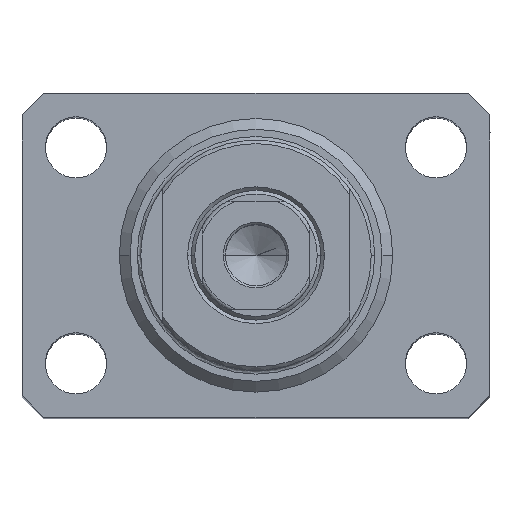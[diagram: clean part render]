
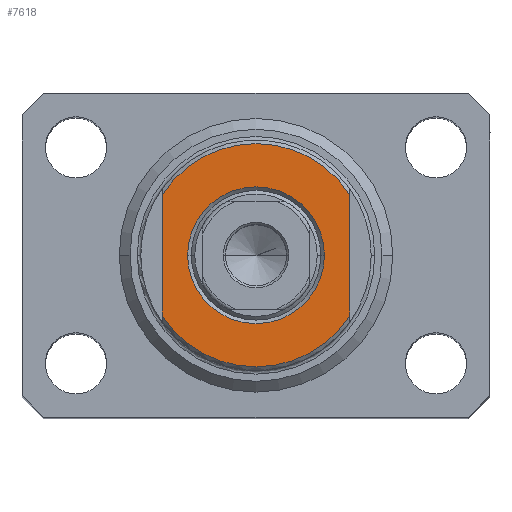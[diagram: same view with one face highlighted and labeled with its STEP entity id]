
A CAD part, top view. The second image highlights one B-rep face of the part: STEP entity #7618.
In plain terms, the highlighted face is planar.
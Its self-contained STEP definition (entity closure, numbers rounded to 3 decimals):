
#459 = EDGE_CURVE ( 'NONE', #34363, #30893, #5024, .T. ) ;
#779 = AXIS2_PLACEMENT_3D ( 'NONE', #30231, #43955, #26846 ) ;
#1658 = EDGE_CURVE ( 'NONE', #11008, #36155, #36593, .T. ) ;
#2726 = PLANE ( 'NONE',  #779 ) ;
#4646 = VERTEX_POINT ( 'NONE', #21894 ) ;
#4765 = CARTESIAN_POINT ( 'NONE',  ( 9.5, 0., -6.5 ) ) ;
#5024 = CIRCLE ( 'NONE', #10762, 15.5 ) ;
#5075 = AXIS2_PLACEMENT_3D ( 'NONE', #9202, #15076, #28828 ) ;
#6118 = FACE_OUTER_BOUND ( 'NONE', #21333, .T. ) ;
#6225 = CARTESIAN_POINT ( 'NONE',  ( -9.5, 0., -6.5 ) ) ;
#6924 = CARTESIAN_POINT ( 'NONE',  ( 0., 0., -6.5 ) ) ;
#7470 = ORIENTED_EDGE ( 'NONE', *, *, #43873, .F. ) ;
#7618 = ADVANCED_FACE ( 'NONE', ( #23236, #6118 ), #2726, .T. ) ;
#9202 = CARTESIAN_POINT ( 'NONE',  ( 0., 0., -6.5 ) ) ;
#10000 = DIRECTION ( 'NONE',  ( -1., 0., 0. ) ) ;
#10008 = CARTESIAN_POINT ( 'NONE',  ( 13., -8.441, -6.5 ) ) ;
#10062 = ORIENTED_EDGE ( 'NONE', *, *, #35780, .T. ) ;
#10754 = EDGE_CURVE ( 'NONE', #4646, #34363, #35505, .T. ) ;
#10762 = AXIS2_PLACEMENT_3D ( 'NONE', #17594, #31330, #37636 ) ;
#11008 = VERTEX_POINT ( 'NONE', #4765 ) ;
#11534 = EDGE_LOOP ( 'NONE', ( #36010, #42924 ) ) ;
#14397 = CARTESIAN_POINT ( 'NONE',  ( -13., 8.441, -6.5 ) ) ;
#15076 = DIRECTION ( 'NONE',  ( 0., 0., -1. ) ) ;
#17455 = DIRECTION ( 'NONE',  ( 0., -1., 0. ) ) ;
#17521 = DIRECTION ( 'NONE',  ( 0., 0., 1. ) ) ;
#17594 = CARTESIAN_POINT ( 'NONE',  ( 0., 0., -6.5 ) ) ;
#18730 = CIRCLE ( 'NONE', #5075, 15.5 ) ;
#19056 = CARTESIAN_POINT ( 'NONE',  ( 13., -43.081, -6.5 ) ) ;
#21020 = CARTESIAN_POINT ( 'NONE',  ( 0., 0., -6.5 ) ) ;
#21232 = EDGE_CURVE ( 'NONE', #36155, #11008, #34113, .T. ) ;
#21333 = EDGE_LOOP ( 'NONE', ( #10062, #39457, #24204, #7470 ) ) ;
#21894 = CARTESIAN_POINT ( 'NONE',  ( 13., 8.441, -6.5 ) ) ;
#23236 = FACE_BOUND ( 'NONE', #11534, .T. ) ;
#24204 = ORIENTED_EDGE ( 'NONE', *, *, #459, .T. ) ;
#26846 = DIRECTION ( 'NONE',  ( -1., 0., 0. ) ) ;
#26939 = CARTESIAN_POINT ( 'NONE',  ( -13., -8.441, -6.5 ) ) ;
#28828 = DIRECTION ( 'NONE',  ( -1., 0., 0. ) ) ;
#30153 = AXIS2_PLACEMENT_3D ( 'NONE', #6924, #17521, #31259 ) ;
#30231 = CARTESIAN_POINT ( 'NONE',  ( 0., 0., -6.5 ) ) ;
#30893 = VERTEX_POINT ( 'NONE', #26939 ) ;
#31259 = DIRECTION ( 'NONE',  ( -1., 0., 0. ) ) ;
#31330 = DIRECTION ( 'NONE',  ( 0., 0., -1. ) ) ;
#32797 = DIRECTION ( 'NONE',  ( 0., -1., 0. ) ) ;
#34113 = CIRCLE ( 'NONE', #39129, 9.5 ) ;
#34363 = VERTEX_POINT ( 'NONE', #10008 ) ;
#34870 = VERTEX_POINT ( 'NONE', #14397 ) ;
#35505 = LINE ( 'NONE', #19056, #37545 ) ;
#35780 = EDGE_CURVE ( 'NONE', #34870, #4646, #18730, .T. ) ;
#36010 = ORIENTED_EDGE ( 'NONE', *, *, #21232, .T. ) ;
#36155 = VERTEX_POINT ( 'NONE', #6225 ) ;
#36593 = CIRCLE ( 'NONE', #30153, 9.5 ) ;
#37545 = VECTOR ( 'NONE', #32797, 1000. ) ;
#37636 = DIRECTION ( 'NONE',  ( -1., 0., 0. ) ) ;
#37947 = CARTESIAN_POINT ( 'NONE',  ( -13., -43.081, -6.5 ) ) ;
#38163 = LINE ( 'NONE', #37947, #41977 ) ;
#39129 = AXIS2_PLACEMENT_3D ( 'NONE', #21020, #41301, #10000 ) ;
#39457 = ORIENTED_EDGE ( 'NONE', *, *, #10754, .T. ) ;
#41301 = DIRECTION ( 'NONE',  ( 0., 0., 1. ) ) ;
#41977 = VECTOR ( 'NONE', #17455, 1000. ) ;
#42924 = ORIENTED_EDGE ( 'NONE', *, *, #1658, .T. ) ;
#43873 = EDGE_CURVE ( 'NONE', #34870, #30893, #38163, .T. ) ;
#43955 = DIRECTION ( 'NONE',  ( 0., 0., -1. ) ) ;
